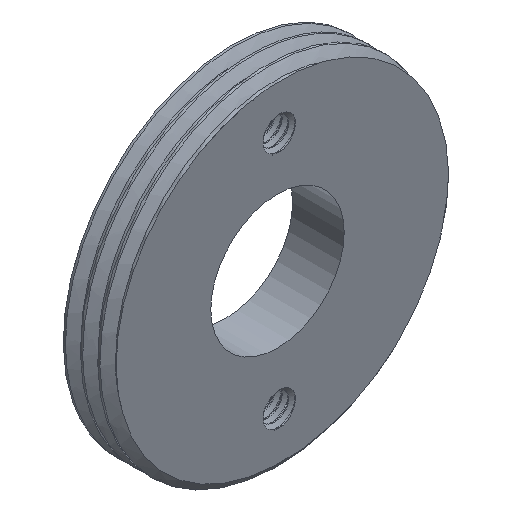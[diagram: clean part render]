
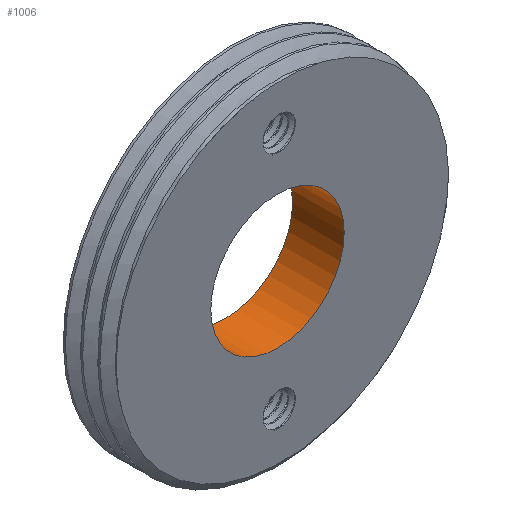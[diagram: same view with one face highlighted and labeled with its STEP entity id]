
A CAD part, isometric view. The second image highlights one B-rep face of the part: STEP entity #1006.
In plain terms, the highlighted cylindrical face has radius 3.875 mm (diameter 7.75 mm), a full revolution.
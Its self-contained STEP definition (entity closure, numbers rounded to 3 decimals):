
#44=CIRCLE('',#1081,3.875);
#46=CIRCLE('',#1088,3.875);
#100=FACE_OUTER_BOUND('',#159,.T.);
#159=EDGE_LOOP('',(#883,#884,#885,#886));
#300=LINE('',#5148,#342);
#342=VECTOR('',#1264,3.875);
#440=VERTEX_POINT('',#3855);
#442=VERTEX_POINT('',#5147);
#583=EDGE_CURVE('',#440,#440,#44,.T.);
#595=EDGE_CURVE('',#440,#442,#300,.T.);
#596=EDGE_CURVE('',#442,#442,#46,.T.);
#883=ORIENTED_EDGE('',*,*,#583,.F.);
#884=ORIENTED_EDGE('',*,*,#595,.T.);
#885=ORIENTED_EDGE('',*,*,#596,.T.);
#886=ORIENTED_EDGE('',*,*,#595,.F.);
#951=CYLINDRICAL_SURFACE('',#1087,3.875);
#1006=ADVANCED_FACE('',(#100),#951,.F.);
#1081=AXIS2_PLACEMENT_3D('',#3856,#1250,#1251);
#1087=AXIS2_PLACEMENT_3D('',#5146,#1262,#1263);
#1088=AXIS2_PLACEMENT_3D('',#5149,#1265,#1266);
#1250=DIRECTION('center_axis',(0.,-1.,0.));
#1251=DIRECTION('ref_axis',(1.,0.,0.));
#1262=DIRECTION('center_axis',(0.,1.,0.));
#1263=DIRECTION('ref_axis',(1.,0.,0.));
#1264=DIRECTION('',(0.,-1.,0.));
#1265=DIRECTION('center_axis',(0.,-1.,0.));
#1266=DIRECTION('ref_axis',(1.,0.,0.));
#3855=CARTESIAN_POINT('',(-3.875,3.,0.));
#3856=CARTESIAN_POINT('Origin',(0.,3.,0.));
#5146=CARTESIAN_POINT('Origin',(0.,0.,0.));
#5147=CARTESIAN_POINT('',(-3.875,0.,0.));
#5148=CARTESIAN_POINT('',(-3.875,0.,0.));
#5149=CARTESIAN_POINT('Origin',(0.,0.,0.));
